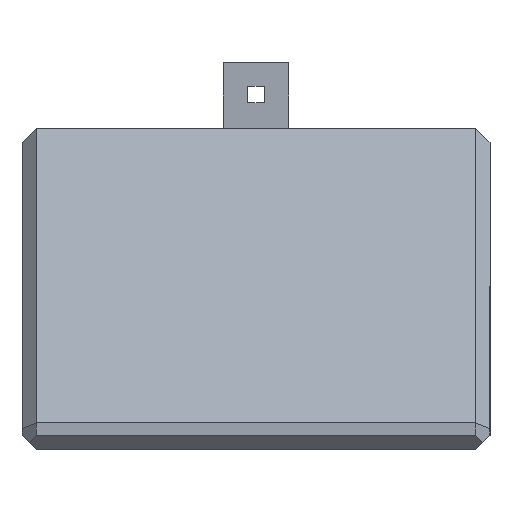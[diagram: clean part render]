
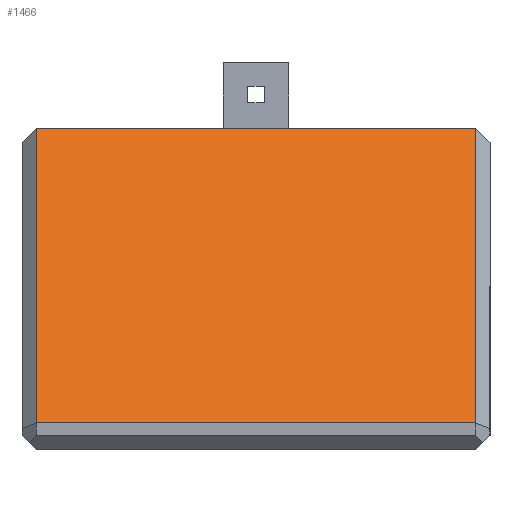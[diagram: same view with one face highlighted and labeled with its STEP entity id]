
A CAD part, left-side view. The second image highlights one B-rep face of the part: STEP entity #1466.
In plain terms, the highlighted planar face has unit normal (-0.707, 0, 0.707).
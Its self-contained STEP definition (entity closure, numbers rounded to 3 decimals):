
#12 = VERTEX_POINT ( 'NONE', #34 ) ;
#21 = CARTESIAN_POINT ( 'NONE',  ( 34.295, 21.5, 34.295 ) ) ;
#34 = CARTESIAN_POINT ( 'NONE',  ( 34.295, 28.5, 34.295 ) ) ;
#68 = LINE ( 'NONE', #899, #1046 ) ;
#125 = ORIENTED_EDGE ( 'NONE', *, *, #1350, .T. ) ;
#148 = VECTOR ( 'NONE', #598, 1000. ) ;
#173 = CARTESIAN_POINT ( 'NONE',  ( 35.355, 50., 35.355 ) ) ;
#201 = LINE ( 'NONE', #1478, #452 ) ;
#320 = DIRECTION ( 'NONE',  ( 0., -1., 0. ) ) ;
#359 = LINE ( 'NONE', #1431, #395 ) ;
#373 = VERTEX_POINT ( 'NONE', #21 ) ;
#395 = VECTOR ( 'NONE', #716, 1000. ) ;
#441 = VERTEX_POINT ( 'NONE', #890 ) ;
#452 = VECTOR ( 'NONE', #1123, 1000. ) ;
#485 = ORIENTED_EDGE ( 'NONE', *, *, #823, .T. ) ;
#511 = ORIENTED_EDGE ( 'NONE', *, *, #654, .T. ) ;
#539 = DIRECTION ( 'NONE',  ( 0.707, 0., -0.707 ) ) ;
#567 = LINE ( 'NONE', #692, #606 ) ;
#598 = DIRECTION ( 'NONE',  ( 0., -1., 0. ) ) ;
#606 = VECTOR ( 'NONE', #1154, 1000. ) ;
#654 = EDGE_CURVE ( 'NONE', #712, #694, #567, .T. ) ;
#692 = CARTESIAN_POINT ( 'NONE',  ( 2.828, 48.5, 2.828 ) ) ;
#694 = VERTEX_POINT ( 'NONE', #795 ) ;
#699 = VERTEX_POINT ( 'NONE', #1480 ) ;
#702 = LINE ( 'NONE', #1045, #1021 ) ;
#712 = VERTEX_POINT ( 'NONE', #893 ) ;
#716 = DIRECTION ( 'NONE',  ( 0.707, 0., 0.707 ) ) ;
#795 = CARTESIAN_POINT ( 'NONE',  ( 2.828, 48.5, 2.828 ) ) ;
#802 = EDGE_CURVE ( 'NONE', #694, #441, #1287, .T. ) ;
#823 = EDGE_CURVE ( 'NONE', #441, #699, #359, .T. ) ;
#890 = CARTESIAN_POINT ( 'NONE',  ( 2.828, 1.5, 2.828 ) ) ;
#893 = CARTESIAN_POINT ( 'NONE',  ( 34.295, 48.5, 34.295 ) ) ;
#895 = EDGE_LOOP ( 'NONE', ( #982, #1227, #125, #511, #1050, #485 ) ) ;
#899 = CARTESIAN_POINT ( 'NONE',  ( 34.295, 50., 34.295 ) ) ;
#982 = ORIENTED_EDGE ( 'NONE', *, *, #1044, .T. ) ;
#1021 = VECTOR ( 'NONE', #320, 1000. ) ;
#1044 = EDGE_CURVE ( 'NONE', #699, #373, #201, .T. ) ;
#1045 = CARTESIAN_POINT ( 'NONE',  ( 34.295, 28.5, 34.295 ) ) ;
#1046 = VECTOR ( 'NONE', #1365, 1000. ) ;
#1050 = ORIENTED_EDGE ( 'NONE', *, *, #802, .T. ) ;
#1123 = DIRECTION ( 'NONE',  ( 0., 1., 0. ) ) ;
#1154 = DIRECTION ( 'NONE',  ( -0.707, 0., -0.707 ) ) ;
#1180 = DIRECTION ( 'NONE',  ( -0.707, 0., -0.707 ) ) ;
#1227 = ORIENTED_EDGE ( 'NONE', *, *, #1512, .F. ) ;
#1235 = FACE_OUTER_BOUND ( 'NONE', #895, .T. ) ;
#1259 = PLANE ( 'NONE',  #1317 ) ;
#1287 = LINE ( 'NONE', #1525, #148 ) ;
#1317 = AXIS2_PLACEMENT_3D ( 'NONE', #173, #539, #1180 ) ;
#1350 = EDGE_CURVE ( 'NONE', #12, #712, #68, .T. ) ;
#1365 = DIRECTION ( 'NONE',  ( 0., 1., 0. ) ) ;
#1431 = CARTESIAN_POINT ( 'NONE',  ( 35.355, 1.5, 35.355 ) ) ;
#1466 = ADVANCED_FACE ( 'NONE', ( #1235 ), #1259, .F. ) ;
#1478 = CARTESIAN_POINT ( 'NONE',  ( 34.295, 50., 34.295 ) ) ;
#1480 = CARTESIAN_POINT ( 'NONE',  ( 34.295, 1.5, 34.295 ) ) ;
#1512 = EDGE_CURVE ( 'NONE', #12, #373, #702, .T. ) ;
#1525 = CARTESIAN_POINT ( 'NONE',  ( 2.828, 50., 2.828 ) ) ;
